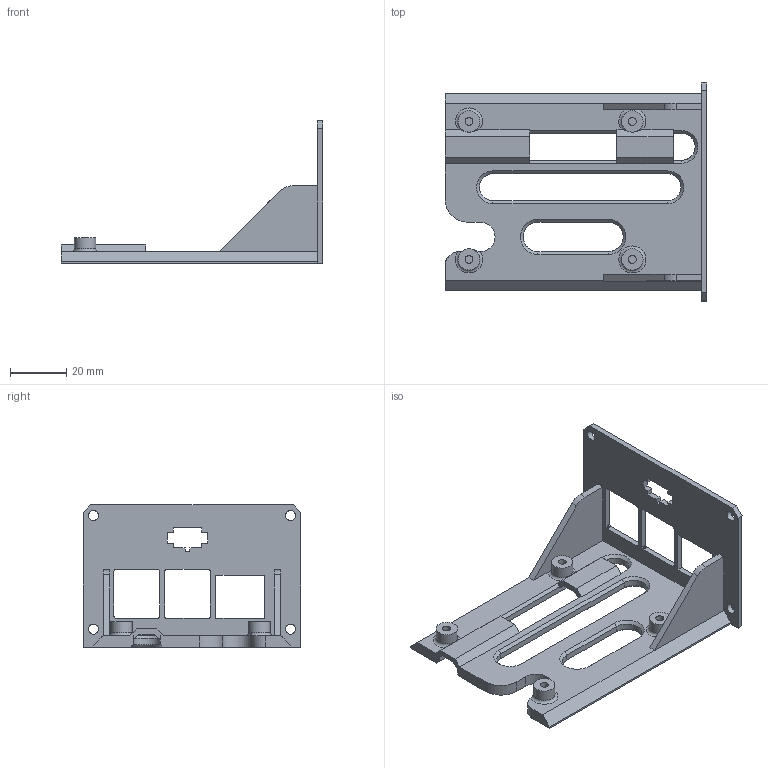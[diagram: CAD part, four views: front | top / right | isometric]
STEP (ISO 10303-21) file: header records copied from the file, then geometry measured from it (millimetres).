
FILE_DESCRIPTION(/* description */ (''),/* implementation_level */ '2;1');
FILE_NAME(/* name */ 'CPU Tray - RPi 3B+ with SPI - with SPI.step',/* time_stamp */ '2022-10-15T11:18:40-05:00',/* author */ (''),/* organization */ (''),/* preprocessor_version */ 'ST-DEVELOPER v19',/* originating_system */ 'Autodesk Translation Framework v11.7.0.108',/* authorisation */ '');
FILE_SCHEMA (('AUTOMOTIVE_DESIGN { 1 0 10303 214 3 1 1 }'));
Length unit declared in the file: millimetre
Products named in the file (1): CPU Tray - RPi 3B+ with SPI
Bounding box: 93 x 77.4 x 50.7 mm (x, y, z)
Volume: 26915.8 mm3; surface area: 21499.9 mm2
Topology: 1 solids, 1 shells, 220 faces, 623 edges, 406 vertices
Faces by surface type: plane 180, cylinder 24, bspline 7, cone 5, torus 4
Full cylindrical faces by diameter (mm): 2.8 x4, 3.6 x4, 7.6 x4
Entity records: 7415 total; most frequent: CARTESIAN_POINT 1629, ORIENTED_EDGE 1250, DIRECTION 1089, EDGE_CURVE 625, LINE 545, VECTOR 545, VERTEX_POINT 406, AXIS2_PLACEMENT_3D 272
